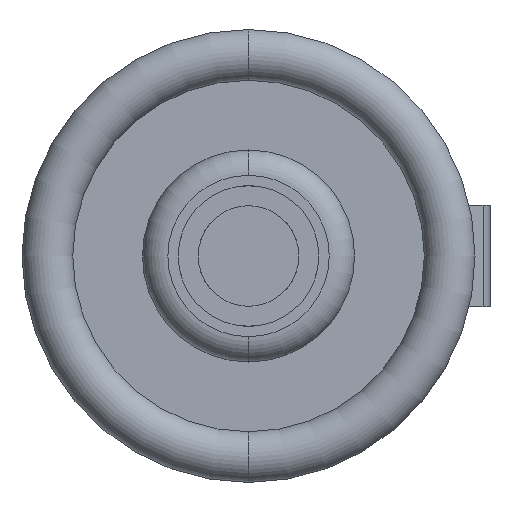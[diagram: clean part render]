
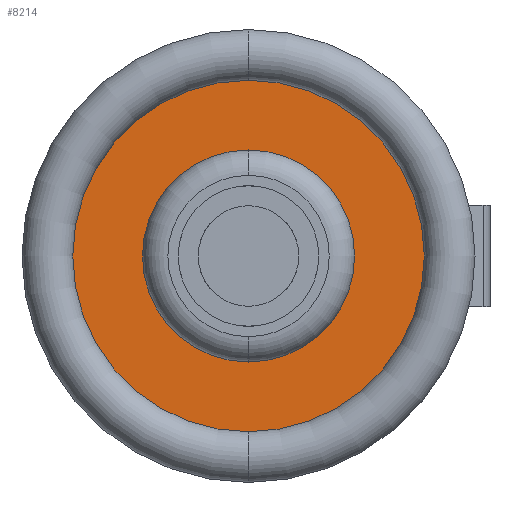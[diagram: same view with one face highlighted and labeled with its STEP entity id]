
A CAD part, front view. The second image highlights one B-rep face of the part: STEP entity #8214.
In plain terms, the highlighted planar face has unit normal (0, -1, 0).
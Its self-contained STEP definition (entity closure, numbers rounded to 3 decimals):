
#203 = EDGE_LOOP ( 'NONE', ( #3927, #3920 ) ) ;
#243 = AXIS2_PLACEMENT_3D ( 'NONE', #8304, #4385, #1785 ) ;
#1271 = DIRECTION ( 'NONE',  ( 0., -1., 0. ) ) ;
#1593 = VERTEX_POINT ( 'NONE', #2700 ) ;
#1785 = DIRECTION ( 'NONE',  ( 0., 0., -1. ) ) ;
#1923 = PLANE ( 'NONE',  #6510 ) ;
#2351 = EDGE_CURVE ( 'NONE', #2455, #5060, #6346, .T. ) ;
#2455 = VERTEX_POINT ( 'NONE', #8211 ) ;
#2530 = EDGE_CURVE ( 'NONE', #5060, #2455, #8126, .T. ) ;
#2700 = CARTESIAN_POINT ( 'NONE',  ( 0., -26.8, 5.85 ) ) ;
#2745 = CARTESIAN_POINT ( 'NONE',  ( 0., -26.8, 0. ) ) ;
#2932 = FACE_BOUND ( 'NONE', #203, .T. ) ;
#2985 = AXIS2_PLACEMENT_3D ( 'NONE', #4497, #1271, #3256 ) ;
#3256 = DIRECTION ( 'NONE',  ( 0., 0., -1. ) ) ;
#3270 = ORIENTED_EDGE ( 'NONE', *, *, #2530, .T. ) ;
#3920 = ORIENTED_EDGE ( 'NONE', *, *, #4459, .F. ) ;
#3927 = ORIENTED_EDGE ( 'NONE', *, *, #7114, .F. ) ;
#4104 = DIRECTION ( 'NONE',  ( 0., -1., 0. ) ) ;
#4385 = DIRECTION ( 'NONE',  ( 0., -1., 0. ) ) ;
#4459 = EDGE_CURVE ( 'NONE', #1593, #7834, #4720, .T. ) ;
#4497 = CARTESIAN_POINT ( 'NONE',  ( 0., -26.8, 0. ) ) ;
#4530 = CARTESIAN_POINT ( 'NONE',  ( 5.85, -26.8, 0. ) ) ;
#4584 = CIRCLE ( 'NONE', #2985, 5.85 ) ;
#4720 = CIRCLE ( 'NONE', #7067, 5.85 ) ;
#4819 = CARTESIAN_POINT ( 'NONE',  ( 0., -26.8, 0. ) ) ;
#4860 = FACE_OUTER_BOUND ( 'NONE', #5575, .T. ) ;
#5038 = ORIENTED_EDGE ( 'NONE', *, *, #2351, .T. ) ;
#5060 = VERTEX_POINT ( 'NONE', #7659 ) ;
#5575 = EDGE_LOOP ( 'NONE', ( #3270, #5038 ) ) ;
#6346 = CIRCLE ( 'NONE', #7538, 9.695 ) ;
#6400 = DIRECTION ( 'NONE',  ( 0., 0., -1. ) ) ;
#6510 = AXIS2_PLACEMENT_3D ( 'NONE', #4530, #7168, #6400 ) ;
#6884 = CARTESIAN_POINT ( 'NONE',  ( 0., -26.8, -5.85 ) ) ;
#7067 = AXIS2_PLACEMENT_3D ( 'NONE', #4819, #4104, #8057 ) ;
#7114 = EDGE_CURVE ( 'NONE', #7834, #1593, #4584, .T. ) ;
#7168 = DIRECTION ( 'NONE',  ( 0., -1., 0. ) ) ;
#7538 = AXIS2_PLACEMENT_3D ( 'NONE', #2745, #8168, #7983 ) ;
#7659 = CARTESIAN_POINT ( 'NONE',  ( 0., -26.8, -9.695 ) ) ;
#7834 = VERTEX_POINT ( 'NONE', #6884 ) ;
#7983 = DIRECTION ( 'NONE',  ( 0., 0., -1. ) ) ;
#8057 = DIRECTION ( 'NONE',  ( 0., 0., -1. ) ) ;
#8126 = CIRCLE ( 'NONE', #243, 9.695 ) ;
#8168 = DIRECTION ( 'NONE',  ( 0., -1., 0. ) ) ;
#8211 = CARTESIAN_POINT ( 'NONE',  ( 0., -26.8, 9.695 ) ) ;
#8214 = ADVANCED_FACE ( 'NONE', ( #4860, #2932 ), #1923, .T. ) ;
#8304 = CARTESIAN_POINT ( 'NONE',  ( 0., -26.8, 0. ) ) ;
